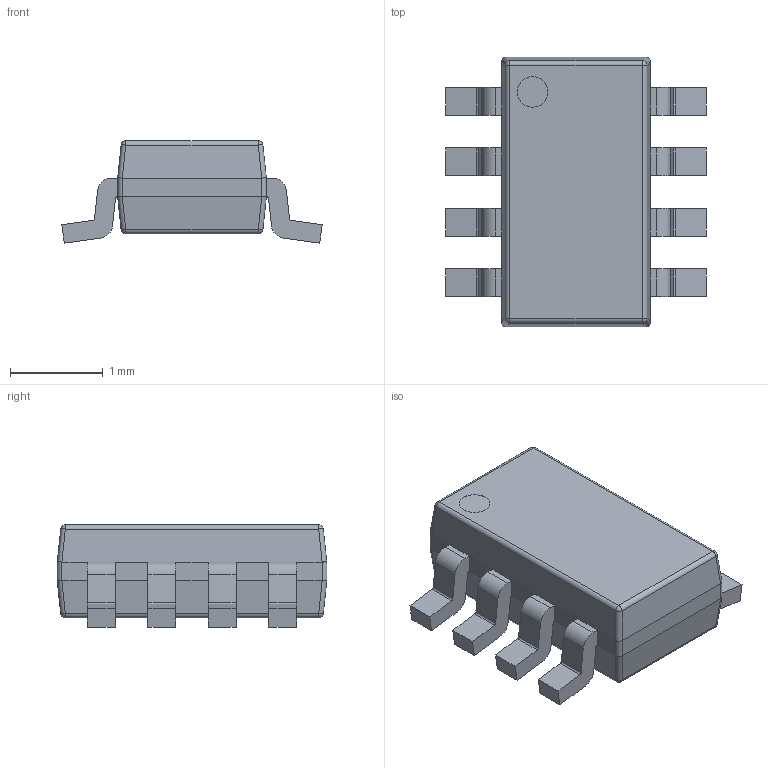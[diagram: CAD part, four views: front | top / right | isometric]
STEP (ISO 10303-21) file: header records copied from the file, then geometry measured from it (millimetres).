
FILE_DESCRIPTION(/* description */ (''),/* implementation_level */ '2;1');
FILE_NAME(/* name */ 'TI - SOT-23-8 DDF.step',/* time_stamp */ '2020-07-27T20:33:57+01:00',/* author */ (''),/* organization */ (''),/* preprocessor_version */ 'ST-DEVELOPER v18.1',/* originating_system */ 'Autodesk Translation Framework v9.3.0.1241',/* authorisation */ '');
FILE_SCHEMA (('AUTOMOTIVE_DESIGN { 1 0 10303 214 3 1 1 }'));
Length unit declared in the file: millimetre
Products named in the file (1): TI - SOT-23-8 DDF
Bounding box: 2.8 x 2.9 x 1.1 mm (x, y, z)
Volume: 4.9 mm3; surface area: 24.6 mm2
Topology: 1 solids, 1 shells, 156 faces, 403 edges, 250 vertices
Faces by surface type: plane 95, cylinder 53, sphere 8
Full cylindrical faces by diameter (mm): 0.329 x1
Entity records: 4836 total; most frequent: DIRECTION 815, CARTESIAN_POINT 810, ORIENTED_EDGE 806, EDGE_CURVE 403, LINE 305, VECTOR 305, AXIS2_PLACEMENT_3D 255, VERTEX_POINT 250
